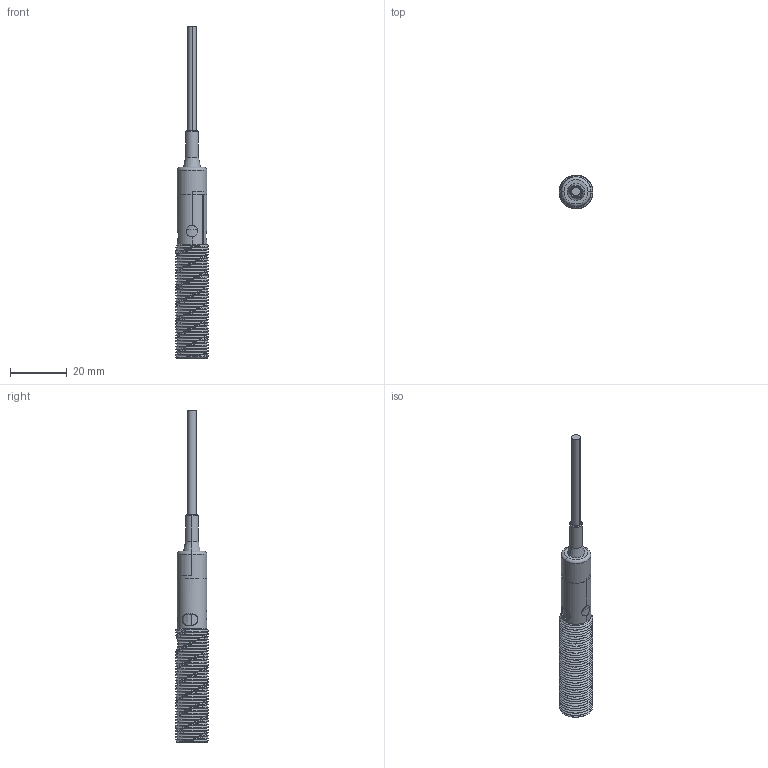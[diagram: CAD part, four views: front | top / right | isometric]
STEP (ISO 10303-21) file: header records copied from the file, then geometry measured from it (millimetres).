
FILE_DESCRIPTION((''),'2;1');
FILE_NAME('137699_SM01_ASM','2022-08-04T10:07:29',('PDMAdmin'),('BANNER ENGINEERING'),'CREO PARAMETRIC BY PTC INC, 2019292','CREO PARAMETRIC BY PTC INC, 2019292','');
FILE_SCHEMA(('CONFIG_CONTROL_DESIGN'));
Products named in the file (3): 137699_EP01; CABLE_125; 137699_SM01_ASM
Assembly tree (2 placements, depth 2):
  137699_SM01_ASM
    137699_EP01
    CABLE_125
Bounding box: 11.88 x 11.88 x 117.5 mm (x, y, z)
Volume: 7033.6 mm3; surface area: 5614.8 mm2
Topology: 3 solids, 3 shells, 221 faces, 613 edges, 399 vertices
Faces by surface type: cylinder 109, bspline 46, plane 39, cone 15, torus 8, sphere 4
Entity records: 26505 total; most frequent: CARTESIAN_POINT 21360, ORIENTED_EDGE 1226, DIRECTION 793, EDGE_CURVE 613, VERTEX_POINT 399, AXIS2_PLACEMENT_3D 302, B_SPLINE_CURVE_WITH_KNOTS 302, EDGE_LOOP 242
